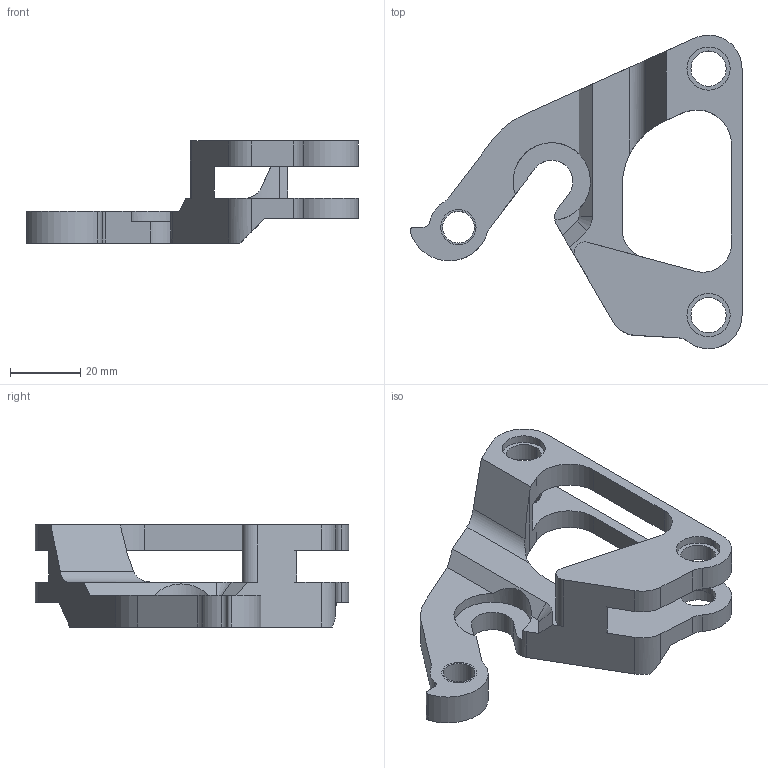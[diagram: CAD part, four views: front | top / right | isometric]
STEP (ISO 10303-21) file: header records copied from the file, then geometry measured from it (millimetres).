
FILE_DESCRIPTION((''),'2;1');
FILE_NAME('PATTE-G3-135','2021-07-14T',('jfgabriel'),(''),'CREO PARAMETRIC BY PTC INC, 2016380','CREO PARAMETRIC BY PTC INC, 2016380','');
FILE_SCHEMA(('AUTOMOTIVE_DESIGN { 1 0 10303 214 1 1 1 1 }'));
Length unit declared in the file: millimetre
Products named in the file (1): PATTE-G3-135
Bounding box: 94.24 x 88.97 x 29 mm (x, y, z)
Volume: 38146 mm3; surface area: 17140.5 mm2
Topology: 1 solids, 2 shells, 83 faces, 243 edges, 162 vertices
Faces by surface type: cylinder 47, plane 35, cone 1
Entity records: 3695 total; most frequent: CARTESIAN_POINT 529, DIRECTION 501, ORIENTED_EDGE 482, PRESENTATION_STYLE_ASSIGNMENT 245, STYLED_ITEM 245, CURVE_STYLE 243, EDGE_CURVE 243, AXIS2_PLACEMENT_3D 181
